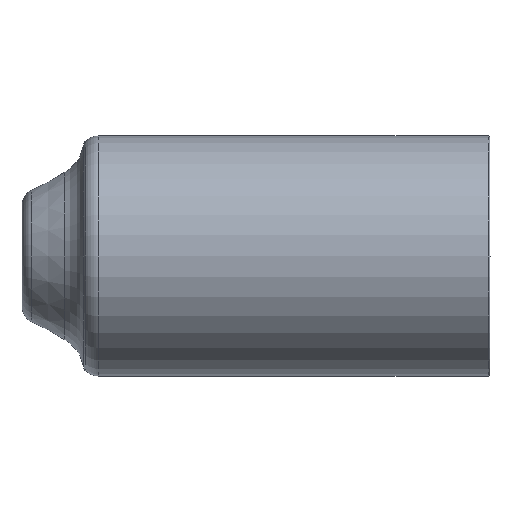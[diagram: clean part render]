
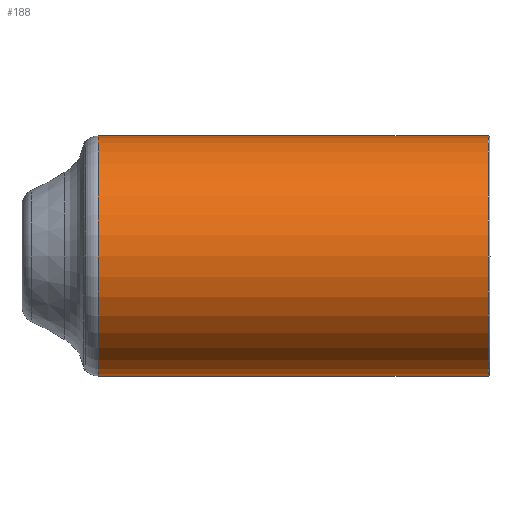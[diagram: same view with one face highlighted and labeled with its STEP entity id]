
A CAD part, front view. The second image highlights one B-rep face of the part: STEP entity #188.
In plain terms, the highlighted cylindrical face has radius 33.5 mm (diameter 67 mm), a full revolution.
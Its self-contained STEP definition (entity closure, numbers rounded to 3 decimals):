
#16=CYLINDRICAL_SURFACE('',#214,33.5);
#27=FACE_BOUND('',#66,.T.);
#46=FACE_OUTER_BOUND('',#65,.T.);
#65=EDGE_LOOP('',(#150));
#66=EDGE_LOOP('',(#151));
#95=CIRCLE('',#212,33.5);
#97=CIRCLE('',#215,33.5);
#112=VERTEX_POINT('',#321);
#114=VERTEX_POINT('',#326);
#129=EDGE_CURVE('',#112,#112,#95,.T.);
#131=EDGE_CURVE('',#114,#114,#97,.T.);
#150=ORIENTED_EDGE('',*,*,#131,.T.);
#151=ORIENTED_EDGE('',*,*,#129,.F.);
#188=ADVANCED_FACE('',(#46,#27),#16,.T.);
#212=AXIS2_PLACEMENT_3D('',#322,#256,#257);
#214=AXIS2_PLACEMENT_3D('',#325,#260,#261);
#215=AXIS2_PLACEMENT_3D('',#327,#262,#263);
#256=DIRECTION('center_axis',(1.,0.,0.));
#257=DIRECTION('ref_axis',(0.,-1.,0.));
#260=DIRECTION('center_axis',(1.,0.,0.));
#261=DIRECTION('ref_axis',(0.,1.,0.));
#262=DIRECTION('center_axis',(1.,0.,0.));
#263=DIRECTION('ref_axis',(0.,0.,-1.));
#321=CARTESIAN_POINT('',(-0.5,33.5,0.));
#322=CARTESIAN_POINT('Origin',(-0.5,0.,
0.));
#325=CARTESIAN_POINT('Origin',(-54.65,0.,
0.));
#326=CARTESIAN_POINT('',(-109.3,33.5,0.));
#327=CARTESIAN_POINT('Origin',(-109.3,0.,0.));
